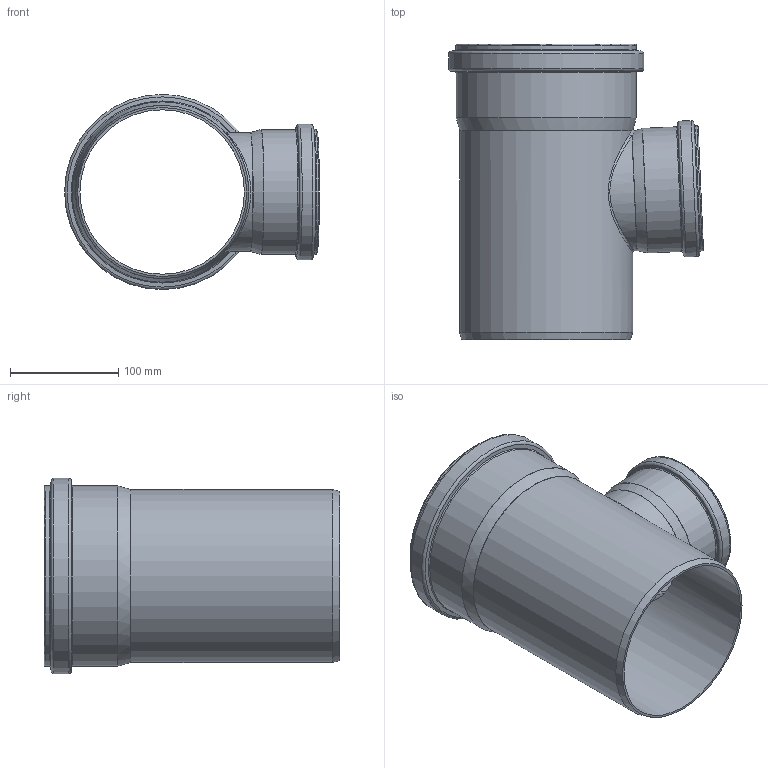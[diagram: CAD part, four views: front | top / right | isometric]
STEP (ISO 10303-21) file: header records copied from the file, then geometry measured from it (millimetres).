
FILE_DESCRIPTION(/* description */ (''),/* implementation_level */ '2;1');
FILE_NAME(/* name */ '222420 KGEA Abzweig DN_OD 160_110_87°.stp',/* time_stamp */ '2017-04-18T12:07:56+02:00',/* author */ ('user1'),/* organization */ (''),/* preprocessor_version */ 'ST-DEVELOPER v16.1',/* originating_system */ 'Autodesk Inventor 2016',/* authorisation */ '');
FILE_SCHEMA (('AUTOMOTIVE_DESIGN { 1 0 10303 214 3 1 1 }'));
Length unit declared in the file: millimetre
Products named in the file (1): 222420 KGEA Abzweig DN_OD 160_110_87°
Bounding box: 236 x 273.5 x 180.8 mm (x, y, z)
Volume: 568399.4 mm3; surface area: 328223.1 mm2
Topology: 1 solids, 1 shells, 70 faces, 148 edges, 79 vertices
Faces by surface type: torus 28, cylinder 18, cone 13, bspline 6, plane 5
Full cylindrical faces by diameter (mm): 103.8 x1, 110.7 x1, 111 x2, 115.5 x1, 115.8 x1, 121.1 x1, 125.9 x1, 152.2 x1, 160.2 x1, 160.7 x1, 161.1 x2, 166.7 x1, 167.1 x1, 174.8 x1, 180.8 x1
Entity records: 2056 total; most frequent: CARTESIAN_POINT 818, DIRECTION 264, ORIENTED_EDGE 168, EDGE_LOOP 132, AXIS2_PLACEMENT_3D 132, EDGE_CURVE 84, VERTEX_POINT 74, FACE_OUTER_BOUND 70
